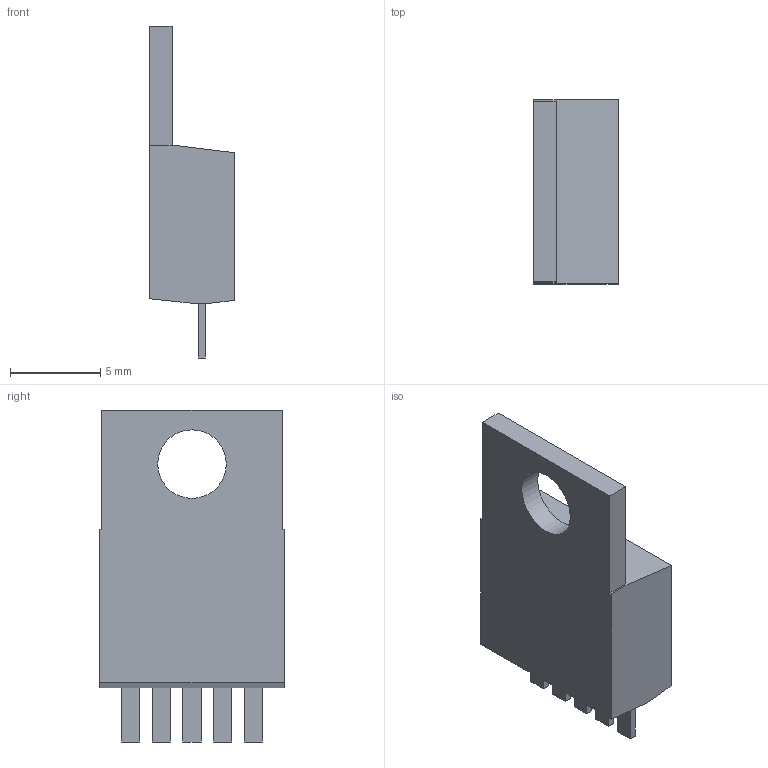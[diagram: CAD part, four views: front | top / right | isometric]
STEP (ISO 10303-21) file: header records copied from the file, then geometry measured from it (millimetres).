
FILE_DESCRIPTION(/* description */ (''),/* implementation_level */ '2;1');
FILE_NAME(/* name */ 'LM2576-5.stp',/* time_stamp */ '2020-12-03T13:51:18-03:00',/* author */ ('laguerre'),/* organization */ (''),/* preprocessor_version */ 'ST-DEVELOPER v17',/* originating_system */ 'Autodesk Inventor 2018',/* authorisation */ '');
FILE_SCHEMA (('AUTOMOTIVE_DESIGN { 1 0 10303 214 3 1 1 }'));
Length unit declared in the file: millimetre
Products named in the file (1): CE-IC-2576T-5
Bounding box: 4.71 x 10.2 x 18.4 mm (x, y, z)
Volume: 483.3 mm3; surface area: 530.1 mm2
Topology: 1 solids, 1 shells, 152 faces, 401 edges, 260 vertices
Faces by surface type: plane 94, bspline 56, cylinder 2
Full cylindrical faces by diameter (mm): 1.443 x1, 3.8 x1
Entity records: 5171 total; most frequent: CARTESIAN_POINT 1711, ORIENTED_EDGE 802, DIRECTION 487, EDGE_CURVE 401, LINE 285, VECTOR 285, VERTEX_POINT 260, EDGE_LOOP 163
